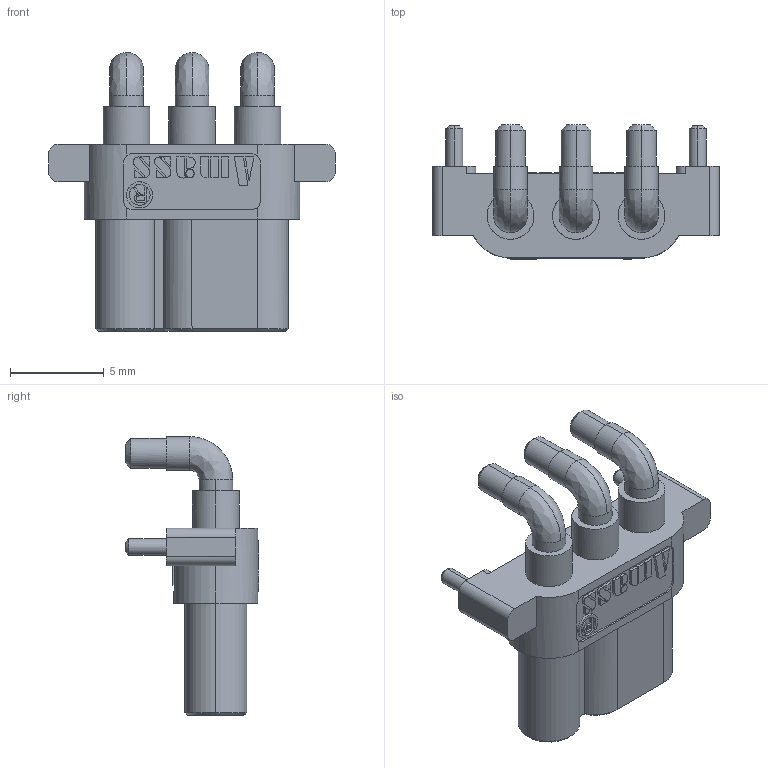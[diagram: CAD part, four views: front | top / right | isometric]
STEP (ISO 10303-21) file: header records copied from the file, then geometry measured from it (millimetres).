
FILE_DESCRIPTION (( 'STEP AP214' ), '1' );
FILE_NAME ('MR30PW-F.stp', '2023-08-11T02:36:17', ( '' ), ( '' ), 'SwSTEP 2.0', 'SolidWorks 2020', '' );
FILE_SCHEMA (( 'AUTOMOTIVE_DESIGN' ));
Length unit declared in the file: millimetre
Products named in the file (1): MR30PW-F
Bounding box: 15.3 x 7.15 x 14.9 mm (x, y, z)
Volume: 406.9 mm3; surface area: 717.1 mm2
Topology: 1 solids, 1 shells, 483 faces, 1270 edges, 842 vertices
Faces by surface type: plane 263, cylinder 139, bspline 53, cone 28
Entity records: 20440 total; most frequent: CARTESIAN_POINT 8461, ORIENTED_EDGE 2528, DIRECTION 1960, EDGE_CURVE 1264, VERTEX_POINT 842, LINE 756, VECTOR 756, AXIS2_PLACEMENT_3D 602
